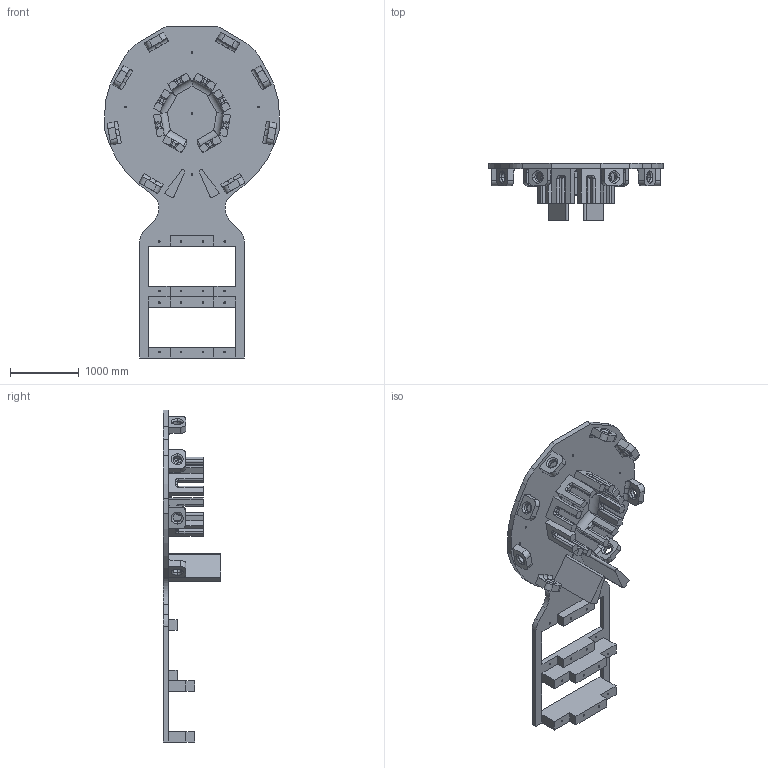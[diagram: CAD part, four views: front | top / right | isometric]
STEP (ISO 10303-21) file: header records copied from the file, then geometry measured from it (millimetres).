
FILE_DESCRIPTION((''),'2;1');
FILE_NAME('STERNUM_LEVEL_1','2024-03-12T05:27:31',('anton'),(''),'CREO PARAMETRIC BY PTC INC, 2023073','CREO PARAMETRIC BY PTC INC, 2023073','');
FILE_SCHEMA(('CONFIG_CONTROL_DESIGN'));
Length unit declared in the file: inch
Products named in the file (1): STERNUM_LEVEL_1
Bounding box: 2540 x 838.2 x 4826 mm (x, y, z)
Volume: 901289827.2 mm3; surface area: 24128445.7 mm2
Topology: 1 solids, 1 shells, 438 faces, 1118 edges, 695 vertices
Faces by surface type: plane 184, cylinder 180, torus 50, bspline 24
Entity records: 17788 total; most frequent: CARTESIAN_POINT 6965, DIRECTION 2305, ORIENTED_EDGE 2236, EDGE_CURVE 1118, AXIS2_PLACEMENT_3D 832, VERTEX_POINT 695, VECTOR 641, LINE 641
